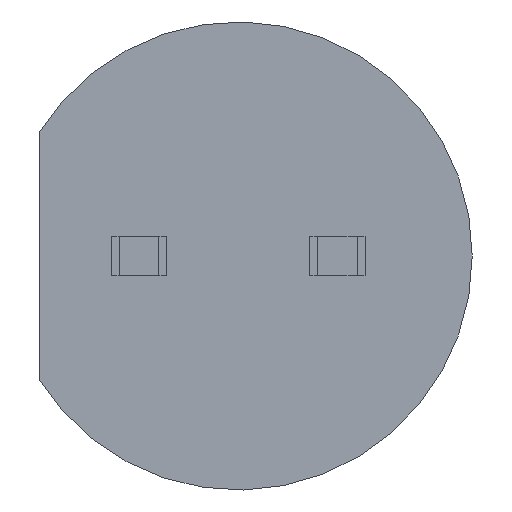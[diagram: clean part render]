
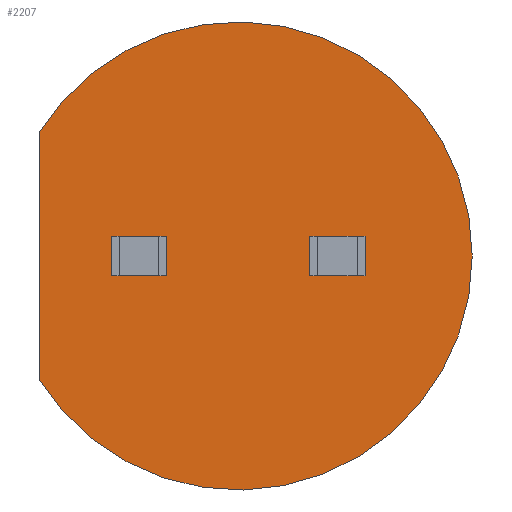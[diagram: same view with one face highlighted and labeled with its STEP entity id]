
A CAD part, front view. The second image highlights one B-rep face of the part: STEP entity #2207.
In plain terms, the highlighted planar face has unit normal (0, -1, 0).
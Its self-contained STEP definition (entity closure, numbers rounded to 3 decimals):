
#64 = CARTESIAN_POINT ( 'NONE',  ( -2.5, 0., -1.566 ) ) ;
#780 = AXIS2_PLACEMENT_3D ( 'NONE', #2036, #956, #1205 ) ;
#806 = EDGE_CURVE ( 'NONE', #2826, #2053, #1528, .T. ) ;
#866 = CARTESIAN_POINT ( 'NONE',  ( -2.5, 0., -2.072 ) ) ;
#883 = FACE_OUTER_BOUND ( 'NONE', #2569, .T. ) ;
#911 = DIRECTION ( 'NONE',  ( 0., 1., 0. ) ) ;
#956 = DIRECTION ( 'NONE',  ( 0., 1., 0. ) ) ;
#1103 = CARTESIAN_POINT ( 'NONE',  ( -2.5, 0., 1.566 ) ) ;
#1205 = DIRECTION ( 'NONE',  ( -1., 0., 0. ) ) ;
#1400 = PLANE ( 'NONE',  #2468 ) ;
#1403 = EDGE_CURVE ( 'NONE', #2826, #2053, #1813, .T. ) ;
#1528 = CIRCLE ( 'NONE', #780, 2.95 ) ;
#1604 = DIRECTION ( 'NONE',  ( 0., 0., -1. ) ) ;
#1813 = LINE ( 'NONE', #866, #3198 ) ;
#2036 = CARTESIAN_POINT ( 'NONE',  ( 0., 0., 0. ) ) ;
#2053 = VERTEX_POINT ( 'NONE', #64 ) ;
#2077 = ORIENTED_EDGE ( 'NONE', *, *, #1403, .T. ) ;
#2207 = ADVANCED_FACE ( 'NONE', ( #883 ), #1400, .F. ) ;
#2452 = CARTESIAN_POINT ( 'NONE',  ( 2.95, 0., 0. ) ) ;
#2468 = AXIS2_PLACEMENT_3D ( 'NONE', #2452, #911, #2713 ) ;
#2569 = EDGE_LOOP ( 'NONE', ( #2077, #2797 ) ) ;
#2713 = DIRECTION ( 'NONE',  ( -1., 0., 0. ) ) ;
#2797 = ORIENTED_EDGE ( 'NONE', *, *, #806, .F. ) ;
#2826 = VERTEX_POINT ( 'NONE', #1103 ) ;
#3198 = VECTOR ( 'NONE', #1604, 1000. ) ;
